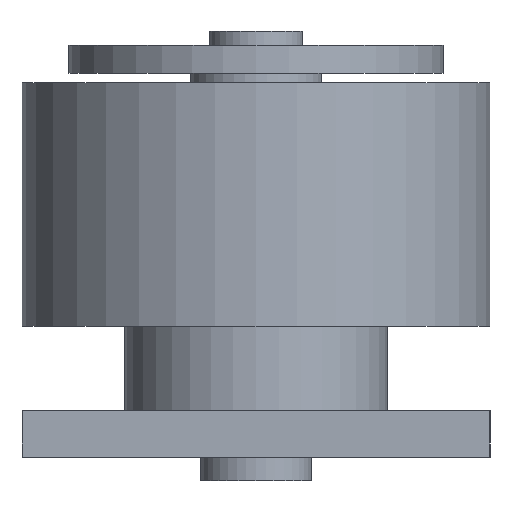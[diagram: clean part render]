
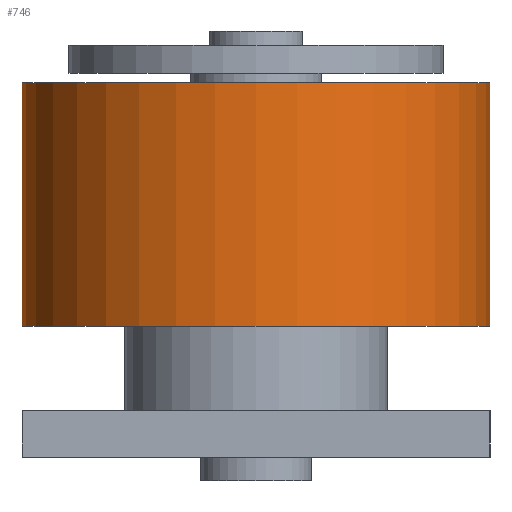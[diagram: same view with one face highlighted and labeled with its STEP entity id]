
A CAD part, left-side view. The second image highlights one B-rep face of the part: STEP entity #746.
In plain terms, the highlighted cylindrical face has radius 25 mm (diameter 50 mm), a full revolution.
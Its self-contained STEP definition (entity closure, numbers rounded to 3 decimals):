
#719=CARTESIAN_POINT('',(0.0,0.0,0.0));
#720=DIRECTION('',(0.0,0.0,1.0));
#721=DIRECTION('',(-1.0,0.0,0.0));
#722=AXIS2_PLACEMENT_3D('',#719,#720,#721);
#723=CYLINDRICAL_SURFACE('',#722,25.0);
#724=CARTESIAN_POINT('',(25.0,0.,26.0));
#725=VERTEX_POINT('',#724);
#726=CARTESIAN_POINT('',(0.0,0.0,26.0));
#727=DIRECTION('',(0.0,0.0,-1.0));
#728=DIRECTION('',(-1.0,0.0,0.0));
#729=AXIS2_PLACEMENT_3D('',#726,#727,#728);
#730=CIRCLE('',#729,25.0);
#731=EDGE_CURVE('',#725,#725,#730,.T.);
#732=ORIENTED_EDGE('',*,*,#731,.T.);
#733=EDGE_LOOP('',(#732));
#734=FACE_OUTER_BOUND('',#733,.T.);
#735=CARTESIAN_POINT('',(25.0,0.,0.0));
#736=VERTEX_POINT('',#735);
#737=CARTESIAN_POINT('',(0.0,0.0,0.0));
#738=DIRECTION('',(0.0,0.0,-1.0));
#739=DIRECTION('',(-1.0,0.0,0.0));
#740=AXIS2_PLACEMENT_3D('',#737,#738,#739);
#741=CIRCLE('',#740,25.0);
#742=EDGE_CURVE('',#736,#736,#741,.T.);
#743=ORIENTED_EDGE('',*,*,#742,.F.);
#744=EDGE_LOOP('',(#743));
#745=FACE_BOUND('',#744,.T.);
#746=ADVANCED_FACE('',(#734,#745),#723,.T.);
